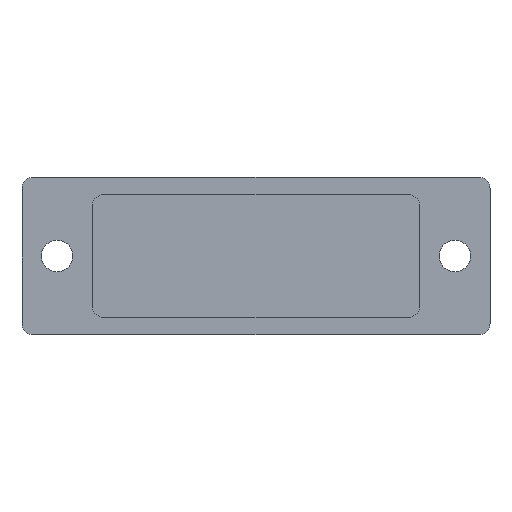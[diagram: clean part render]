
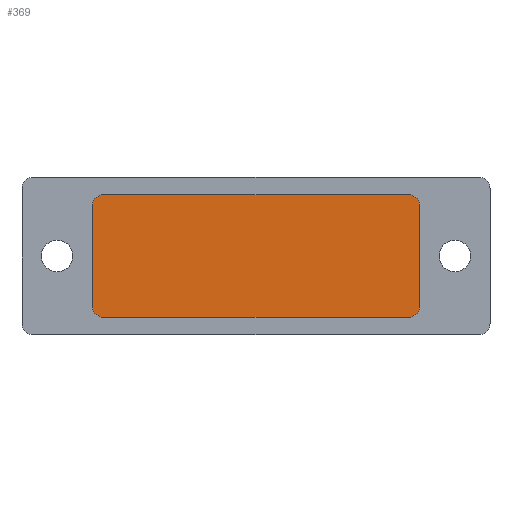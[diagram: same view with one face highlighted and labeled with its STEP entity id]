
A CAD part, top view. The second image highlights one B-rep face of the part: STEP entity #369.
In plain terms, the highlighted planar face has unit normal (0, 0, 1).
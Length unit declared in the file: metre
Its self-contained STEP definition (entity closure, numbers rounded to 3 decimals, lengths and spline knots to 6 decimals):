
#22=CIRCLE('',#404,0.001);
#23=CIRCLE('',#405,0.001);
#24=CIRCLE('',#406,0.001);
#25=CIRCLE('',#407,0.001);
#58=ORIENTED_EDGE('',*,*,#152,.T.);
#59=ORIENTED_EDGE('',*,*,#162,.T.);
#60=ORIENTED_EDGE('',*,*,#154,.T.);
#61=ORIENTED_EDGE('',*,*,#163,.T.);
#62=ORIENTED_EDGE('',*,*,#160,.F.);
#63=ORIENTED_EDGE('',*,*,#164,.T.);
#64=ORIENTED_EDGE('',*,*,#148,.F.);
#65=ORIENTED_EDGE('',*,*,#165,.T.);
#148=EDGE_CURVE('',#200,#201,#236,.T.);
#152=EDGE_CURVE('',#205,#204,#240,.T.);
#154=EDGE_CURVE('',#206,#207,#242,.T.);
#160=EDGE_CURVE('',#212,#213,#248,.T.);
#162=EDGE_CURVE('',#204,#206,#22,.T.);
#163=EDGE_CURVE('',#207,#213,#23,.T.);
#164=EDGE_CURVE('',#212,#201,#24,.T.);
#165=EDGE_CURVE('',#200,#205,#25,.T.);
#200=VERTEX_POINT('',#562);
#201=VERTEX_POINT('',#564);
#204=VERTEX_POINT('',#571);
#205=VERTEX_POINT('',#573);
#206=VERTEX_POINT('',#577);
#207=VERTEX_POINT('',#578);
#212=VERTEX_POINT('',#589);
#213=VERTEX_POINT('',#591);
#236=LINE('',#563,#268);
#240=LINE('',#572,#272);
#242=LINE('',#576,#274);
#248=LINE('',#590,#280);
#268=VECTOR('',#446,1.);
#272=VECTOR('',#452,1.);
#274=VECTOR('',#456,1.);
#280=VECTOR('',#464,1.);
#302=EDGE_LOOP('',(#58,#59,#60,#61,#62,#63,#64,#65));
#330=FACE_BOUND('',#302,.T.);
#358=PLANE('',#403);
#369=ADVANCED_FACE('',(#330),#358,.T.);
#403=AXIS2_PLACEMENT_3D('',#593,#466,#467);
#404=AXIS2_PLACEMENT_3D('',#594,#468,#469);
#405=AXIS2_PLACEMENT_3D('',#595,#470,#471);
#406=AXIS2_PLACEMENT_3D('',#596,#472,#473);
#407=AXIS2_PLACEMENT_3D('',#597,#474,#475);
#446=DIRECTION('',(1.,0.,0.));
#452=DIRECTION('',(0.,-1.,0.));
#456=DIRECTION('',(1.,0.,0.));
#464=DIRECTION('',(0.,-1.,0.));
#466=DIRECTION('',(0.,0.,1.));
#467=DIRECTION('',(1.,0.,0.));
#468=DIRECTION('',(0.,0.,1.));
#469=DIRECTION('',(1.,0.,0.));
#470=DIRECTION('',(0.,0.,1.));
#471=DIRECTION('',(1.,0.,0.));
#472=DIRECTION('',(0.,0.,1.));
#473=DIRECTION('',(1.,0.,0.));
#474=DIRECTION('',(0.,0.,1.));
#475=DIRECTION('',(1.,0.,0.));
#562=CARTESIAN_POINT('',(0.600167,-0.006195,0.001));
#563=CARTESIAN_POINT('',(0.613167,-0.006195,0.001));
#564=CARTESIAN_POINT('',(0.626167,-0.006195,0.001));
#571=CARTESIAN_POINT('',(0.599167,-0.015695,0.001));
#572=CARTESIAN_POINT('',(0.599167,-0.011445,0.001));
#573=CARTESIAN_POINT('',(0.599167,-0.007195,0.001));
#576=CARTESIAN_POINT('',(0.613167,-0.016695,0.001));
#577=CARTESIAN_POINT('',(0.600167,-0.016695,0.001));
#578=CARTESIAN_POINT('',(0.626167,-0.016695,0.001));
#589=CARTESIAN_POINT('',(0.627167,-0.007195,0.001));
#590=CARTESIAN_POINT('',(0.627167,-0.011445,0.001));
#591=CARTESIAN_POINT('',(0.627167,-0.015695,0.001));
#593=CARTESIAN_POINT('',(0.613167,-0.011445,0.001));
#594=CARTESIAN_POINT('',(0.600167,-0.015695,0.001));
#595=CARTESIAN_POINT('',(0.626167,-0.015695,0.001));
#596=CARTESIAN_POINT('',(0.626167,-0.007195,0.001));
#597=CARTESIAN_POINT('',(0.600167,-0.007195,0.001));
